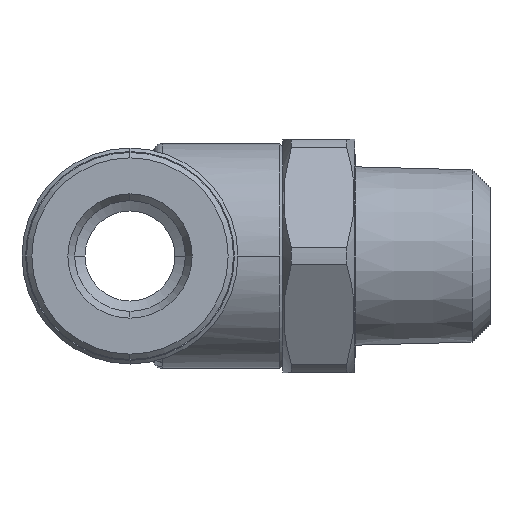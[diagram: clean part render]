
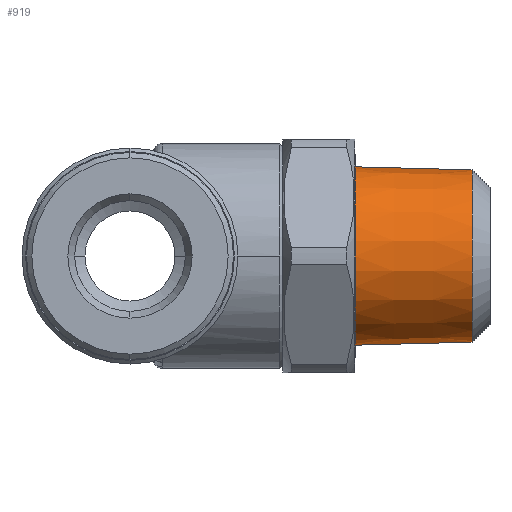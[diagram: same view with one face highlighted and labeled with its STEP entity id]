
A CAD part, left-side view. The second image highlights one B-rep face of the part: STEP entity #919.
In plain terms, the highlighted conical face has half-angle 1.47 degrees and reference radius 4.954 mm.
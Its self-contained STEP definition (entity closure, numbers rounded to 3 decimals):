
#306 = VERTEX_POINT ( 'NONE', #1419 ) ;
#361 = EDGE_CURVE ( 'NONE', #385, #306, #1739, .T. ) ;
#385 = VERTEX_POINT ( 'NONE', #1717 ) ;
#426 = VERTEX_POINT ( 'NONE', #1851 ) ;
#436 = VERTEX_POINT ( 'NONE', #1925 ) ;
#905 = EDGE_CURVE ( 'NONE', #436, #306, #3008, .T. ) ;
#908 = EDGE_LOOP ( 'NONE', ( #957, #909, #924, #921 ) ) ;
#909 = ORIENTED_EDGE ( 'NONE', *, *, #1022, .F. ) ;
#919 = ADVANCED_FACE ( 'NONE', ( #2993 ), #2989, .T. ) ;
#921 = ORIENTED_EDGE ( 'NONE', *, *, #905, .T. ) ;
#924 = ORIENTED_EDGE ( 'NONE', *, *, #3376, .T. ) ;
#957 = ORIENTED_EDGE ( 'NONE', *, *, #361, .F. ) ;
#1022 = EDGE_CURVE ( 'NONE', #426, #385, #2935, .T. ) ;
#1419 = CARTESIAN_POINT ( 'NONE',  ( 0., -12.5, -4.954 ) ) ;
#1717 = CARTESIAN_POINT ( 'NONE',  ( 0., -19., -4.787 ) ) ;
#1737 = VECTOR ( 'NONE', #1749, 1000. ) ;
#1738 = CARTESIAN_POINT ( 'NONE',  ( 0., -12.5, -4.954 ) ) ;
#1739 = LINE ( 'NONE', #1738, #1737 ) ;
#1749 = DIRECTION ( 'NONE',  ( 0., 1., -0.026 ) ) ;
#1851 = CARTESIAN_POINT ( 'NONE',  ( 0., -19., 4.787 ) ) ;
#1925 = CARTESIAN_POINT ( 'NONE',  ( 0., -12.5, 4.954 ) ) ;
#2935 = CIRCLE ( 'NONE', #2965, 4.787 ) ;
#2962 = DIRECTION ( 'NONE',  ( 0., 0., -1. ) ) ;
#2963 = DIRECTION ( 'NONE',  ( 0., -1., 0. ) ) ;
#2964 = CARTESIAN_POINT ( 'NONE',  ( 0., -19., 0. ) ) ;
#2965 = AXIS2_PLACEMENT_3D ( 'NONE', #2964, #2963, #2962 ) ;
#2985 = DIRECTION ( 'NONE',  ( 0., 0., 1. ) ) ;
#2986 = DIRECTION ( 'NONE',  ( 0., 1., 0. ) ) ;
#2987 = AXIS2_PLACEMENT_3D ( 'NONE', #2988, #2986, #2985 ) ;
#2988 = CARTESIAN_POINT ( 'NONE',  ( 0., -12.5, 0. ) ) ;
#2989 = CONICAL_SURFACE ( 'NONE', #2987, 4.954, 0.026 ) ;
#2993 = FACE_OUTER_BOUND ( 'NONE', #908, .T. ) ;
#3004 = DIRECTION ( 'NONE',  ( 0., 0., -1. ) ) ;
#3005 = DIRECTION ( 'NONE',  ( 0., -1., 0. ) ) ;
#3006 = CARTESIAN_POINT ( 'NONE',  ( 0., -12.5, 0. ) ) ;
#3007 = AXIS2_PLACEMENT_3D ( 'NONE', #3006, #3005, #3004 ) ;
#3008 = CIRCLE ( 'NONE', #3007, 4.954 ) ;
#3376 = EDGE_CURVE ( 'NONE', #426, #436, #3466, .T. ) ;
#3466 = LINE ( 'NONE', #3503, #3487 ) ;
#3471 = DIRECTION ( 'NONE',  ( 0., 1., 0.026 ) ) ;
#3487 = VECTOR ( 'NONE', #3471, 1000. ) ;
#3503 = CARTESIAN_POINT ( 'NONE',  ( 0., -12.5, 4.954 ) ) ;
